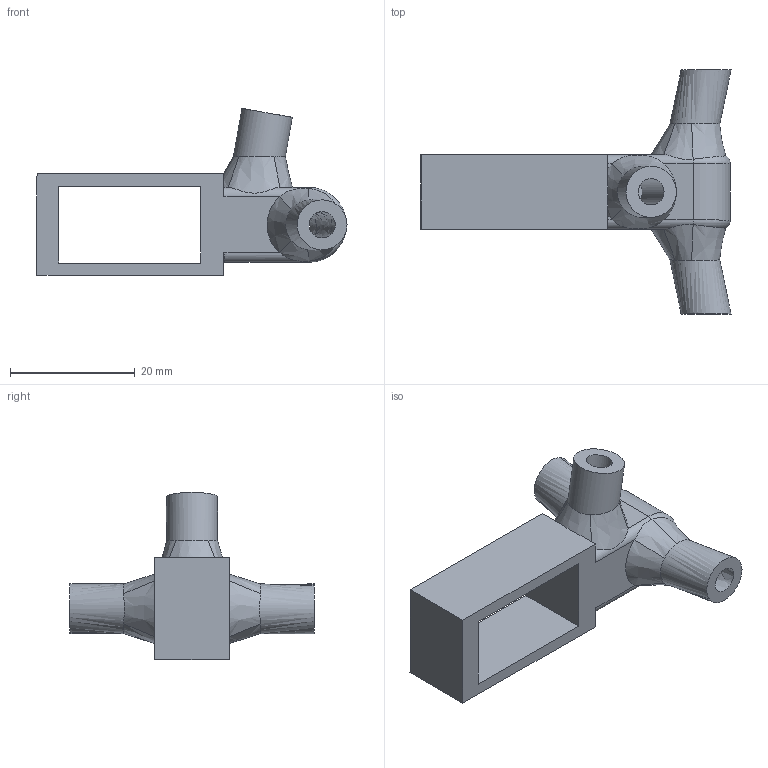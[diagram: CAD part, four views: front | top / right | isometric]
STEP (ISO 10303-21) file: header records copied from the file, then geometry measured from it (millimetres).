
FILE_DESCRIPTION(/* description */ (''),/* implementation_level */ '2;1');
FILE_NAME(/* name */ 'Rear_connector_empennage_conventional_with_servo.step',/* time_stamp */ '2021-05-19T15:27:32+02:00',/* author */ (''),/* organization */ (''),/* preprocessor_version */ 'ST-DEVELOPER v18.1',/* originating_system */ 'Autodesk Translation Framework v10.6.0.1341',/* authorisation */ '');
FILE_SCHEMA (('AUTOMOTIVE_DESIGN { 1 0 10303 214 3 1 1 }'));
Length unit declared in the file: millimetre
Products named in the file (1): FusionComponent
Bounding box: 49.76 x 39.15 x 26.82 mm (x, y, z)
Volume: 6694 mm3; surface area: 4861.8 mm2
Topology: 1 solids, 1 shells, 48 faces, 117 edges, 72 vertices
Faces by surface type: plane 20, bspline 16, cylinder 8, torus 4
Full cylindrical faces by diameter (mm): 4.2 x1, 8.2 x1
Entity records: 1947 total; most frequent: CARTESIAN_POINT 883, ORIENTED_EDGE 234, DIRECTION 169, EDGE_CURVE 117, VERTEX_POINT 72, LINE 57, VECTOR 57, AXIS2_PLACEMENT_3D 56
